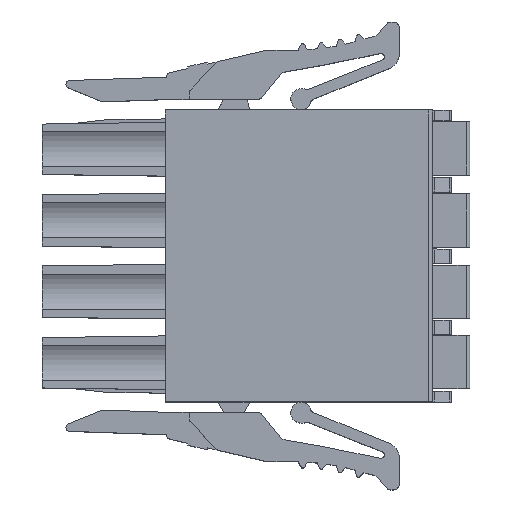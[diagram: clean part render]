
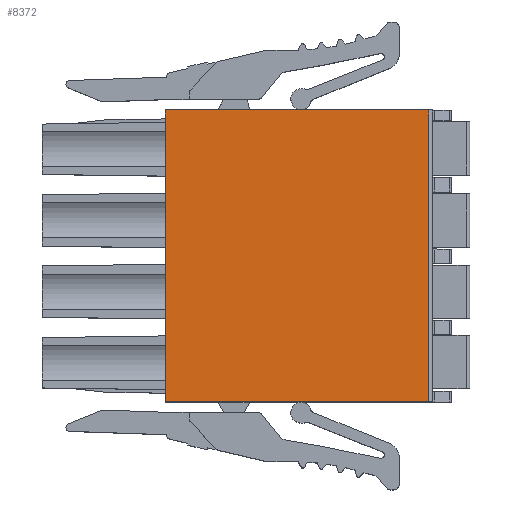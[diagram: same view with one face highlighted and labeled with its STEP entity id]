
A CAD part, top view. The second image highlights one B-rep face of the part: STEP entity #8372.
In plain terms, the highlighted planar face has unit normal (0, 0, 1).
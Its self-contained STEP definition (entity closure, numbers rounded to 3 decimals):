
#761=DIRECTION('',(0.,-1.,0.));
#762=VECTOR('',#761,15.63);
#763=CARTESIAN_POINT('',(-6.625,-6.635,3.4));
#764=LINE('',#763,#762);
#869=DIRECTION('',(0.,-1.,0.));
#870=VECTOR('',#869,15.63);
#871=CARTESIAN_POINT('',(7.475,-6.635,3.4));
#872=LINE('',#871,#870);
#873=DIRECTION('',(-1.,0.,0.));
#874=VECTOR('',#873,14.1);
#875=CARTESIAN_POINT('',(7.475,-22.265,3.4));
#876=LINE('',#875,#874);
#877=DIRECTION('',(1.,0.,0.));
#878=VECTOR('',#877,14.1);
#879=CARTESIAN_POINT('',(-6.625,-6.635,3.4));
#880=LINE('',#879,#878);
#5767=CARTESIAN_POINT('',(7.475,-6.635,3.4));
#5768=VERTEX_POINT('',#5767);
#5769=CARTESIAN_POINT('',(-6.625,-6.635,
3.4));
#5770=VERTEX_POINT('',#5769);
#6818=CARTESIAN_POINT('',(7.475,-22.265,3.4));
#6819=VERTEX_POINT('',#6818);
#6820=CARTESIAN_POINT('',(-6.625,-22.265,
3.4));
#6821=VERTEX_POINT('',#6820);
#8358=CARTESIAN_POINT('',(4.299,-14.645,3.4));
#8359=DIRECTION('',(0.,0.,1.));
#8360=DIRECTION('',(-1.,0.,0.));
#8361=AXIS2_PLACEMENT_3D('',#8358,#8359,#8360);
#8362=PLANE('',#8361);
#8364=ORIENTED_EDGE('',*,*,#8363,.T.);
#8366=ORIENTED_EDGE('',*,*,#8365,.T.);
#8367=ORIENTED_EDGE('',*,*,#8283,.F.);
#8369=ORIENTED_EDGE('',*,*,#8368,.T.);
#8370=EDGE_LOOP('',(#8364,#8366,#8367,#8369));
#8371=FACE_OUTER_BOUND('',#8370,.F.);
#8372=ADVANCED_FACE('',(#8371),#8362,.T.);
#8283=EDGE_CURVE('',#5770,#6821,#764,.T.);
#8363=EDGE_CURVE('',#5768,#6819,#872,.T.);
#8365=EDGE_CURVE('',#6819,#6821,#876,.T.);
#8368=EDGE_CURVE('',#5770,#5768,#880,.T.);
